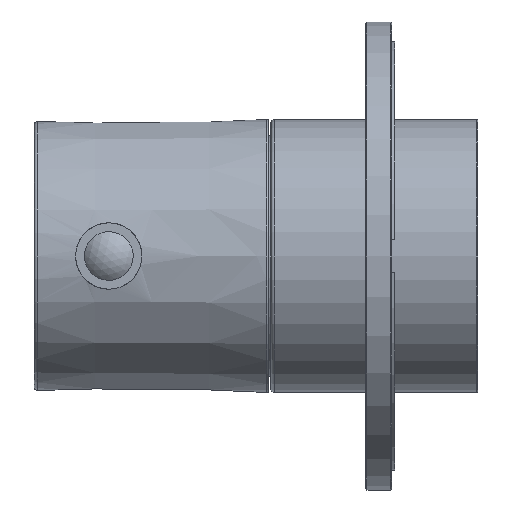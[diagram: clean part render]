
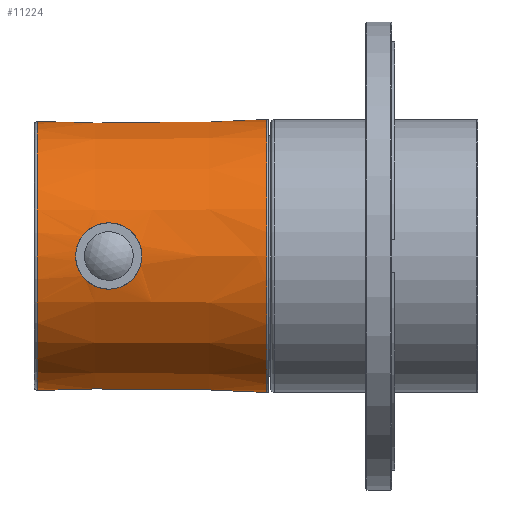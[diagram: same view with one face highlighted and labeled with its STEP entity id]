
A CAD part, left-side view. The second image highlights one B-rep face of the part: STEP entity #11224.
In plain terms, the highlighted conical face has half-angle 0.5 degrees and reference radius 0 mm.
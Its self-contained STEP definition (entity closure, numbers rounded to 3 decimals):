
#208=CONICAL_SURFACE('',#13949,0.,0.009);
#1894=B_SPLINE_CURVE_WITH_KNOTS('',3,(#22048,#22049,#22050,#22051,#22052,
#22053,#22054,#22055,#22056,#22057,#22058,#22059,#22060,#22061,#22062,#22063,
#22064,#22065,#22066),.UNSPECIFIED.,.T.,.F.,(1,1,1,1,1,1,1,1,1,1,1,1,1,
1,1,1,1,1,1,1,1,1,1),(-0.006,-0.004,-0.002,
0.,0.002,0.004,0.006,
0.008,0.011,0.013,0.015,
0.017,0.019,0.021,0.023,
0.025,0.027,0.03,0.032,
0.034,0.036,0.038,0.04),
 .UNSPECIFIED.);
#1895=B_SPLINE_CURVE_WITH_KNOTS('',3,(#22072,#22073,#22074,#22075,#22076,
#22077,#22078,#22079,#22080,#22081,#22082,#22083,#22084,#22085,#22086,#22087,
#22088,#22089),.UNSPECIFIED.,.T.,.F.,(1,1,1,1,1,1,1,1,1,1,1,1,1,1,1,1,1,
1,1,1,1,1),(0.024,0.026,0.028,0.032,
0.034,0.036,0.038,0.04,
0.042,0.044,0.046,0.048,
0.05,0.052,0.054,0.056,
0.058,0.06,0.064,0.066,
0.068,0.07),.UNSPECIFIED.);
#5067=ORIENTED_EDGE('',*,*,#6639,.T.);
#5068=ORIENTED_EDGE('',*,*,#6640,.T.);
#5069=ORIENTED_EDGE('',*,*,#6641,.F.);
#5070=ORIENTED_EDGE('',*,*,#6642,.F.);
#6639=EDGE_CURVE('',#7676,#7676,#1894,.T.);
#6640=EDGE_CURVE('',#7677,#7677,#8269,.T.);
#6641=EDGE_CURVE('',#7678,#7678,#8270,.F.);
#6642=EDGE_CURVE('',#7679,#7679,#1895,.F.);
#7676=VERTEX_POINT('',#22067);
#7677=VERTEX_POINT('',#22069);
#7678=VERTEX_POINT('',#22071);
#7679=VERTEX_POINT('',#22090);
#8269=CIRCLE('',#13950,20.998);
#8270=CIRCLE('',#13951,20.69);
#9270=EDGE_LOOP('',(#5067));
#9271=EDGE_LOOP('',(#5068));
#9272=EDGE_LOOP('',(#5069));
#9273=EDGE_LOOP('',(#5070));
#10358=FACE_BOUND('',#9270,.T.);
#10359=FACE_BOUND('',#9271,.T.);
#10360=FACE_BOUND('',#9272,.T.);
#10361=FACE_BOUND('',#9273,.T.);
#11224=ADVANCED_FACE('',(#10358,#10359,#10360,#10361),#208,.T.);
#13949=AXIS2_PLACEMENT_3D('',#22047,#17007,#17008);
#13950=AXIS2_PLACEMENT_3D('',#22068,#17009,#17010);
#13951=AXIS2_PLACEMENT_3D('',#22070,#17011,#17012);
#17007=DIRECTION('',(0.,-1.,0.));
#17008=DIRECTION('',(0.,0.,-1.));
#17009=DIRECTION('',(0.,1.,0.));
#17010=DIRECTION('',(0.,0.,1.));
#17011=DIRECTION('',(0.,-1.,0.));
#17012=DIRECTION('',(0.,0.,-1.));
#22047=CARTESIAN_POINT('',(0.,2406.362,0.));
#22048=CARTESIAN_POINT('',(-2.103,31.524,20.65));
#22049=CARTESIAN_POINT('',(-0.001,31.941,20.759));
#22050=CARTESIAN_POINT('',(2.106,31.523,20.65));
#22051=CARTESIAN_POINT('',(3.875,30.352,20.389));
#22052=CARTESIAN_POINT('',(5.069,28.595,20.127));
#22053=CARTESIAN_POINT('',(5.494,26.493,20.028));
#22054=CARTESIAN_POINT('',(5.064,24.397,20.166));
#22055=CARTESIAN_POINT('',(3.869,22.647,20.458));
#22056=CARTESIAN_POINT('',(2.103,21.48,20.738));
#22057=CARTESIAN_POINT('',(-0.004,21.063,20.854));
#22058=CARTESIAN_POINT('',(-2.102,21.48,20.738));
#22059=CARTESIAN_POINT('',(-3.872,22.649,20.458));
#22060=CARTESIAN_POINT('',(-5.064,24.4,20.166));
#22061=CARTESIAN_POINT('',(-5.494,26.493,20.028));
#22062=CARTESIAN_POINT('',(-5.07,28.593,20.127));
#22063=CARTESIAN_POINT('',(-3.873,30.354,20.389));
#22064=CARTESIAN_POINT('',(-2.103,31.524,20.65));
#22065=CARTESIAN_POINT('',(-0.001,31.941,20.759));
#22066=CARTESIAN_POINT('',(2.106,31.523,20.65));
#22067=CARTESIAN_POINT('',(0.,31.802,20.722));
#22068=CARTESIAN_POINT('',(0.,0.202,0.));
#22069=CARTESIAN_POINT('',(0.,0.202,20.998));
#22070=CARTESIAN_POINT('',(0.,35.504,0.));
#22071=CARTESIAN_POINT('',(0.,35.504,-20.69));
#22072=CARTESIAN_POINT('',(4.026,20.888,-20.473));
#22073=CARTESIAN_POINT('',(5.31,23.445,-20.103));
#22074=CARTESIAN_POINT('',(4.962,26.164,-20.174));
#22075=CARTESIAN_POINT('',(3.948,27.933,-20.392));
#22076=CARTESIAN_POINT('',(2.344,29.178,-20.64));
#22077=CARTESIAN_POINT('',(0.369,29.721,-20.771));
#22078=CARTESIAN_POINT('',(-1.666,29.461,-20.707));
#22079=CARTESIAN_POINT('',(-3.435,28.446,-20.485));
#22080=CARTESIAN_POINT('',(-4.679,26.842,-20.238));
#22081=CARTESIAN_POINT('',(-5.222,24.864,-20.116));
#22082=CARTESIAN_POINT('',(-4.959,22.828,-20.204));
#22083=CARTESIAN_POINT('',(-3.945,21.065,-20.454));
#22084=CARTESIAN_POINT('',(-2.344,19.822,-20.722));
#22085=CARTESIAN_POINT('',(-0.366,19.278,-20.862));
#22086=CARTESIAN_POINT('',(1.668,19.541,-20.794));
#22087=CARTESIAN_POINT('',(4.026,20.888,-20.473));
#22088=CARTESIAN_POINT('',(5.31,23.445,-20.103));
#22089=CARTESIAN_POINT('',(4.962,26.164,-20.174));
#22090=CARTESIAN_POINT('',(-5.097,24.683,-20.15));
